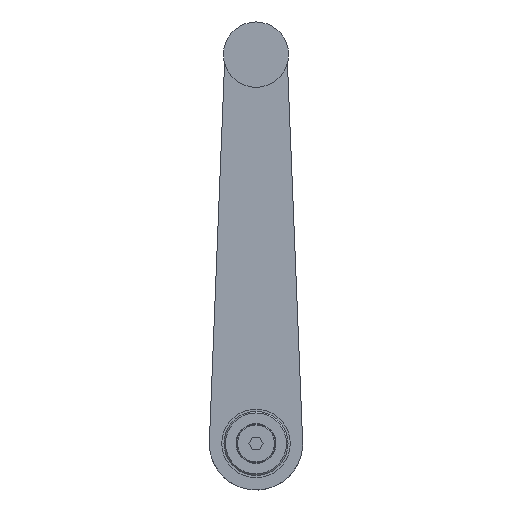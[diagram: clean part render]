
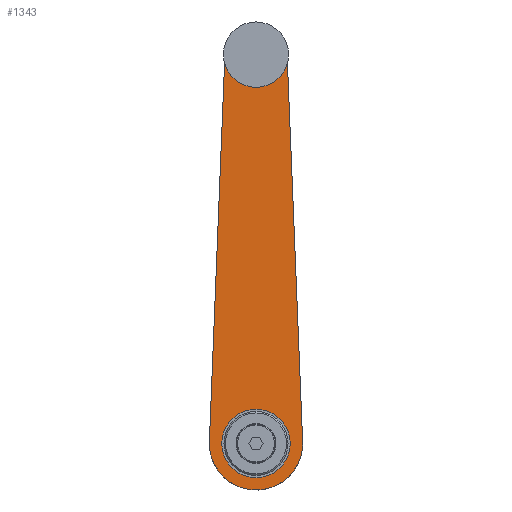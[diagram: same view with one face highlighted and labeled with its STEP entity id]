
A CAD part, left-side view. The second image highlights one B-rep face of the part: STEP entity #1343.
In plain terms, the highlighted planar face has unit normal (-1, 0, 0).
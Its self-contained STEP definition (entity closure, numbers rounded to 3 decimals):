
#119=PLANE('',#1666);
#184=LINE('',#2371,#268);
#185=LINE('',#2375,#269);
#268=VECTOR('',#1922,1000.);
#269=VECTOR('',#1925,1000.);
#408=ORIENTED_EDGE('',*,*,#711,.T.);
#409=ORIENTED_EDGE('',*,*,#712,.T.);
#410=ORIENTED_EDGE('',*,*,#713,.T.);
#411=ORIENTED_EDGE('',*,*,#714,.T.);
#412=ORIENTED_EDGE('',*,*,#715,.T.);
#413=ORIENTED_EDGE('',*,*,#716,.F.);
#711=EDGE_CURVE('',#869,#869,#968,.T.);
#712=EDGE_CURVE('',#870,#871,#969,.T.);
#713=EDGE_CURVE('',#871,#872,#184,.T.);
#714=EDGE_CURVE('',#872,#873,#970,.T.);
#715=EDGE_CURVE('',#873,#870,#185,.T.);
#716=EDGE_CURVE('',#874,#874,#971,.T.);
#869=VERTEX_POINT('',#2367);
#870=VERTEX_POINT('',#2369);
#871=VERTEX_POINT('',#2370);
#872=VERTEX_POINT('',#2372);
#873=VERTEX_POINT('',#2374);
#874=VERTEX_POINT('',#2377);
#968=CIRCLE('',#1667,4.);
#969=CIRCLE('',#1668,15.);
#970=CIRCLE('',#1669,10.);
#971=CIRCLE('',#1670,11.);
#1042=EDGE_LOOP('',(#408));
#1043=EDGE_LOOP('',(#409,#410,#411,#412));
#1044=EDGE_LOOP('',(#413));
#1182=FACE_BOUND('',#1042,.T.);
#1183=FACE_BOUND('',#1043,.T.);
#1184=FACE_BOUND('',#1044,.T.);
#1343=ADVANCED_FACE('',(#1182,#1183,#1184),#119,.T.);
#1666=AXIS2_PLACEMENT_3D('',#2365,#1916,#1917);
#1667=AXIS2_PLACEMENT_3D('',#2366,#1918,#1919);
#1668=AXIS2_PLACEMENT_3D('',#2368,#1920,#1921);
#1669=AXIS2_PLACEMENT_3D('',#2373,#1923,#1924);
#1670=AXIS2_PLACEMENT_3D('',#2376,#1926,#1927);
#1916=DIRECTION('',(-1.,0.,0.));
#1917=DIRECTION('',(0.,-1.,0.));
#1918=DIRECTION('',(1.,0.,0.));
#1919=DIRECTION('',(0.,0.999,-0.04));
#1920=DIRECTION('',(-1.,0.,0.));
#1921=DIRECTION('',(0.,1.,0.));
#1922=DIRECTION('',(0.,0.999,-0.04));
#1923=DIRECTION('',(-1.,0.,0.));
#1924=DIRECTION('',(0.,-1.,0.));
#1925=DIRECTION('',(0.,-0.999,-0.04));
#1926=DIRECTION('',(-1.,0.,0.));
#1927=DIRECTION('',(0.,0.,1.));
#2365=CARTESIAN_POINT('',(-13.5,-0.6,0.));
#2366=CARTESIAN_POINT('',(-13.5,124.4,0.));
#2367=CARTESIAN_POINT('',(-13.5,128.397,-0.16));
#2368=CARTESIAN_POINT('',(-13.5,-0.6,0.));
#2369=CARTESIAN_POINT('',(-13.5,0.,-14.988));
#2370=CARTESIAN_POINT('',(-13.5,0.,14.988));
#2371=CARTESIAN_POINT('',(-13.5,0.,14.988));
#2372=CARTESIAN_POINT('',(-13.5,124.8,9.992));
#2373=CARTESIAN_POINT('',(-13.5,124.4,0.));
#2374=CARTESIAN_POINT('',(-13.5,124.8,-9.992));
#2375=CARTESIAN_POINT('',(-13.5,124.8,-9.992));
#2376=CARTESIAN_POINT('',(-13.5,-0.6,0.));
#2377=CARTESIAN_POINT('',(-13.5,-0.6,11.));
